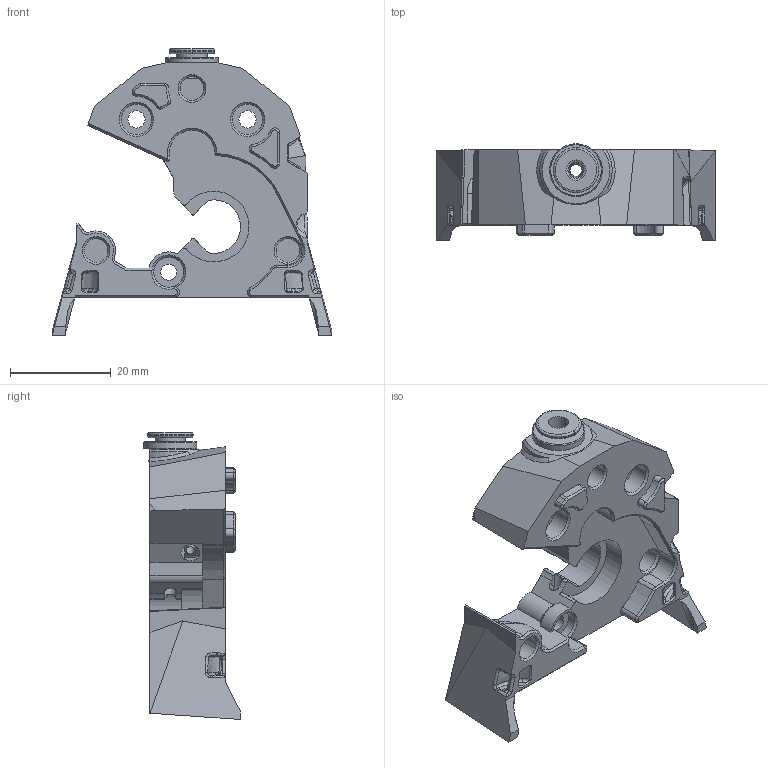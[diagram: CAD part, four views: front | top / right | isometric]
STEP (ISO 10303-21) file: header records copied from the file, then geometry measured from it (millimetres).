
FILE_DESCRIPTION(/* description */ (''),/* implementation_level */ '2;1');
FILE_NAME(/* name */ 'MidBlock amb connector ECAS04 (Bowden).step',/* time_stamp */ '2023-08-28T09:04:01+02:00',/* author */ (''),/* organization */ (''),/* preprocessor_version */ 'ST-DEVELOPER v20',/* originating_system */ 'Autodesk Translation Framework v12.9.0.99',/* authorisation */ '');
FILE_SCHEMA (('AUTOMOTIVE_DESIGN { 1 0 10303 214 3 1 1 }'));
Length unit declared in the file: millimetre
Products named in the file (2): MidBlock amb connector ECAS04 (Bowden); ECAS04 Bowden Collet
Assembly tree (1 placements, depth 2):
  MidBlock amb connector ECAS04 (Bowden)
    ECAS04 Bowden Collet
Bounding box: 55.37 x 19.02 x 56.81 mm (x, y, z)
Volume: 15798.2 mm3; surface area: 9526.6 mm2
Topology: 3 solids, 3 shells, 458 faces, 1166 edges, 720 vertices
Faces by surface type: plane 181, cylinder 126, bspline 78, cone 64, sphere 5, torus 4
Full cylindrical faces by diameter (mm): 1.7 x1, 2 x1, 2.4 x2, 3.2 x1, 3.4 x2, 4 x2, 4.2 x2, 4.7 x4, 5.6 x1, 6 x4, 8 x2, 8.47 x1, 9 x1, 10.45 x1
Entity records: 21180 total; most frequent: CARTESIAN_POINT 10451, ORIENTED_EDGE 2322, DIRECTION 2110, EDGE_CURVE 1161, AXIS2_PLACEMENT_3D 763, VERTEX_POINT 719, LINE 584, VECTOR 584
